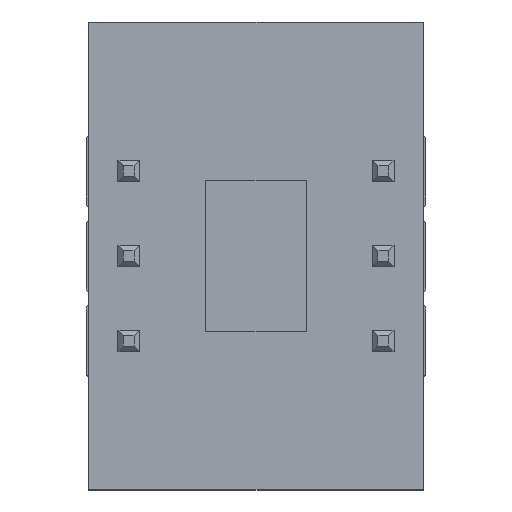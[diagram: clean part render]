
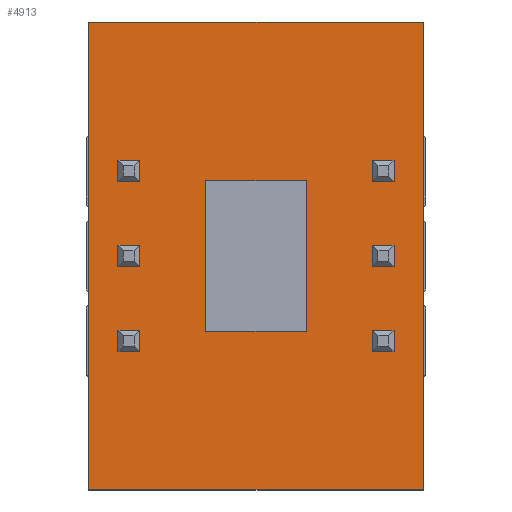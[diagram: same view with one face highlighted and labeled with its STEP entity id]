
A CAD part, top view. The second image highlights one B-rep face of the part: STEP entity #4913.
In plain terms, the highlighted planar face has unit normal (0, 0, 1).
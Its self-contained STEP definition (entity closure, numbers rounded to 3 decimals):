
#353=FACE_OUTER_BOUND('',#649,.T.);
#649=EDGE_LOOP('',(#4163,#4164,#4165,#4166));
#1265=LINE('',#7772,#1889);
#1268=LINE('',#7778,#1892);
#1271=LINE('',#7784,#1895);
#1274=LINE('',#7788,#1898);
#1889=VECTOR('',#6452,10.);
#1892=VECTOR('',#6457,10.);
#1895=VECTOR('',#6462,10.);
#1898=VECTOR('',#6467,10.);
#2293=VERTEX_POINT('',#7769);
#2294=VERTEX_POINT('',#7771);
#2296=VERTEX_POINT('',#7777);
#2298=VERTEX_POINT('',#7783);
#2913=EDGE_CURVE('',#2294,#2293,#1265,.T.);
#2916=EDGE_CURVE('',#2296,#2294,#1268,.T.);
#2919=EDGE_CURVE('',#2298,#2296,#1271,.T.);
#2922=EDGE_CURVE('',#2293,#2298,#1274,.T.);
#4163=ORIENTED_EDGE('',*,*,#2922,.T.);
#4164=ORIENTED_EDGE('',*,*,#2919,.T.);
#4165=ORIENTED_EDGE('',*,*,#2916,.T.);
#4166=ORIENTED_EDGE('',*,*,#2913,.T.);
#4453=PLANE('',#5262);
#4913=ADVANCED_FACE('',(#353),#4453,.T.);
#5262=AXIS2_PLACEMENT_3D('',#7789,#6468,#6469);
#6452=DIRECTION('',(0.,1.,0.));
#6457=DIRECTION('',(1.,0.,0.));
#6462=DIRECTION('',(0.,-1.,0.));
#6467=DIRECTION('',(-1.,0.,0.));
#6468=DIRECTION('center_axis',(0.,0.,1.));
#6469=DIRECTION('ref_axis',(1.,0.,0.));
#7769=CARTESIAN_POINT('',(8.81,4.46,4.14));
#7771=CARTESIAN_POINT('',(8.81,-9.54,4.14));
#7772=CARTESIAN_POINT('',(8.81,-9.54,4.14));
#7777=CARTESIAN_POINT('',(-1.19,-9.54,4.14));
#7778=CARTESIAN_POINT('',(-1.19,-9.54,4.14));
#7783=CARTESIAN_POINT('',(-1.19,4.46,4.14));
#7784=CARTESIAN_POINT('',(-1.19,4.46,4.14));
#7788=CARTESIAN_POINT('',(8.81,4.46,4.14));
#7789=CARTESIAN_POINT('Origin',(3.81,-2.54,4.14));
